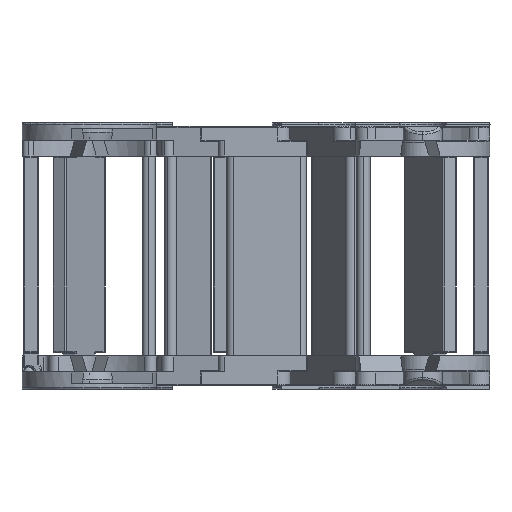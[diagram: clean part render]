
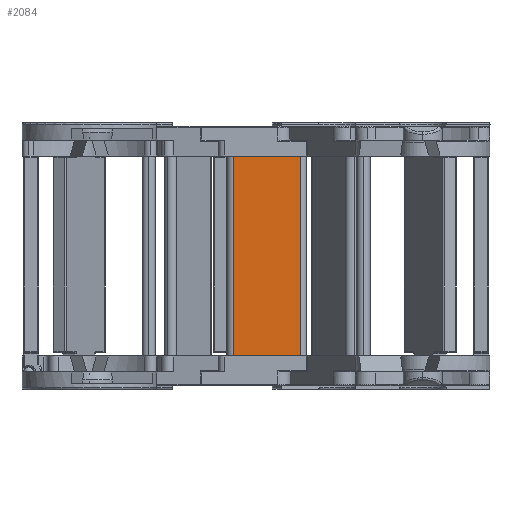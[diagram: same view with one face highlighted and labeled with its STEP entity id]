
A CAD part, left-side view. The second image highlights one B-rep face of the part: STEP entity #2084.
In plain terms, the highlighted face is planar.
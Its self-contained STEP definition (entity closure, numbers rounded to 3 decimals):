
#509 = PLANE ( 'NONE',  #4756 ) ;
#701 = ORIENTED_EDGE ( 'NONE', *, *, #8787, .T. ) ;
#1579 = EDGE_CURVE ( 'NONE', #1936, #8845, #3162, .T. ) ;
#1615 = CARTESIAN_POINT ( 'NONE',  ( 3.3, 9.9, -2.1 ) ) ;
#1936 = VERTEX_POINT ( 'NONE', #3395 ) ;
#2014 = DIRECTION ( 'NONE',  ( -1., 0., 0. ) ) ;
#2084 = ADVANCED_FACE ( 'NONE', ( #5496 ), #509, .F. ) ;
#2541 = EDGE_LOOP ( 'NONE', ( #701, #8057, #3140, #4950 ) ) ;
#3140 = ORIENTED_EDGE ( 'NONE', *, *, #5664, .T. ) ;
#3155 = DIRECTION ( 'NONE',  ( 0., 0., -1. ) ) ;
#3162 = LINE ( 'NONE', #6151, #3892 ) ;
#3294 = DIRECTION ( 'NONE',  ( 1., 0., 0. ) ) ;
#3395 = CARTESIAN_POINT ( 'NONE',  ( -6.7, 9.9, 12.9 ) ) ;
#3594 = DIRECTION ( 'NONE',  ( 0., -1., 0. ) ) ;
#3632 = LINE ( 'NONE', #1615, #5481 ) ;
#3892 = VECTOR ( 'NONE', #8379, 1000. ) ;
#3984 = CARTESIAN_POINT ( 'NONE',  ( -7.7, 9.9, -17.1 ) ) ;
#4756 = AXIS2_PLACEMENT_3D ( 'NONE', #4956, #3594, #2014 ) ;
#4950 = ORIENTED_EDGE ( 'NONE', *, *, #1579, .T. ) ;
#4956 = CARTESIAN_POINT ( 'NONE',  ( -7.7, 9.9, 12.9 ) ) ;
#5074 = VERTEX_POINT ( 'NONE', #9579 ) ;
#5350 = VECTOR ( 'NONE', #5420, 1000. ) ;
#5420 = DIRECTION ( 'NONE',  ( 0., 0., 1. ) ) ;
#5481 = VECTOR ( 'NONE', #3155, 1000. ) ;
#5496 = FACE_OUTER_BOUND ( 'NONE', #2541, .T. ) ;
#5592 = VECTOR ( 'NONE', #3294, 1000. ) ;
#5664 = EDGE_CURVE ( 'NONE', #5074, #1936, #5933, .T. ) ;
#5933 = LINE ( 'NONE', #8424, #5350 ) ;
#6100 = EDGE_CURVE ( 'NONE', #5074, #7237, #6996, .T. ) ;
#6151 = CARTESIAN_POINT ( 'NONE',  ( -7.7, 9.9, 12.9 ) ) ;
#6996 = LINE ( 'NONE', #3984, #5592 ) ;
#7237 = VERTEX_POINT ( 'NONE', #7963 ) ;
#7963 = CARTESIAN_POINT ( 'NONE',  ( 3.3, 9.9, -17.1 ) ) ;
#8057 = ORIENTED_EDGE ( 'NONE', *, *, #6100, .F. ) ;
#8379 = DIRECTION ( 'NONE',  ( 1., 0., 0. ) ) ;
#8424 = CARTESIAN_POINT ( 'NONE',  ( -6.7, 9.9, 12.9 ) ) ;
#8461 = CARTESIAN_POINT ( 'NONE',  ( 3.3, 9.9, 12.9 ) ) ;
#8787 = EDGE_CURVE ( 'NONE', #8845, #7237, #3632, .T. ) ;
#8845 = VERTEX_POINT ( 'NONE', #8461 ) ;
#9579 = CARTESIAN_POINT ( 'NONE',  ( -6.7, 9.9, -17.1 ) ) ;
